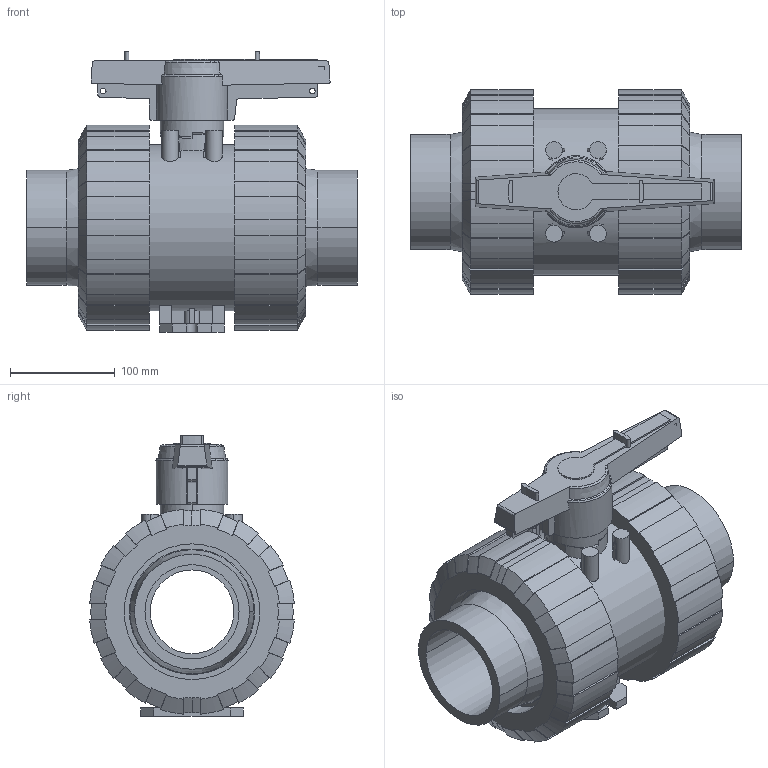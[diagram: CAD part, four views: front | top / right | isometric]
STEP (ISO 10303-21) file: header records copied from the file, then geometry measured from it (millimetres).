
FILE_DESCRIPTION(('STEP AP214'),'1');
FILE_NAME('cctmp_46343192-3EE9-45D3-B6BB-DA8F0F0592FB_2021_10_22_07_11_57_0558..stp','2021-10-22T05:11:57',('Praher Valves GmbH'),('CADClick - www.CADClick.com'),'Spatial InterOp 3D',' ','unknown authorization');
FILE_SCHEMA(('AUTOMOTIVE_DESIGN'));
Length unit declared in the file: millimetre
Products named in the file (7): cc_unnamed; 210568_5; 210568_4; 210568_3; 210568_2; 210568_1; 210568
Assembly tree (6 placements, depth 2):
  cc_unnamed
    210568_5
    210568_4
    210568_3
    210568_2
    210568_1
    210568
Bounding box: 316 x 195.88 x 268.4 mm (x, y, z)
Volume: 5232460.1 mm3; surface area: 596343 mm2
Topology: 6 solids, 6 shells, 451 faces, 1285 edges, 852 vertices
Faces by surface type: plane 215, cylinder 140, cone 84, torus 12
Entity records: 19104 total; most frequent: CARTESIAN_POINT 3602, ORIENTED_EDGE 2570, DIRECTION 2457, EDGE_CURVE 1285, AXIS2_PLACEMENT_3D 906, VERTEX_POINT 852, LINE 645, VECTOR 645
